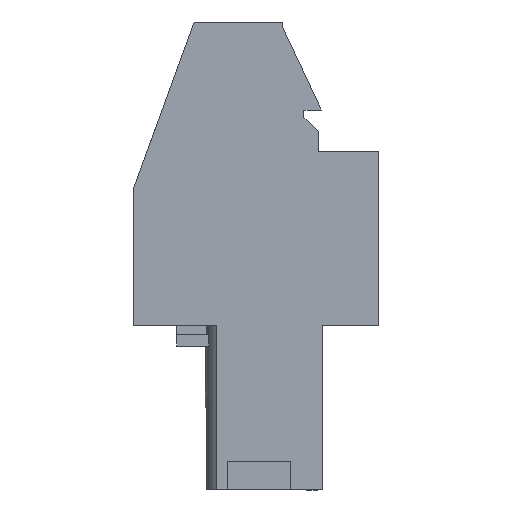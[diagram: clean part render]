
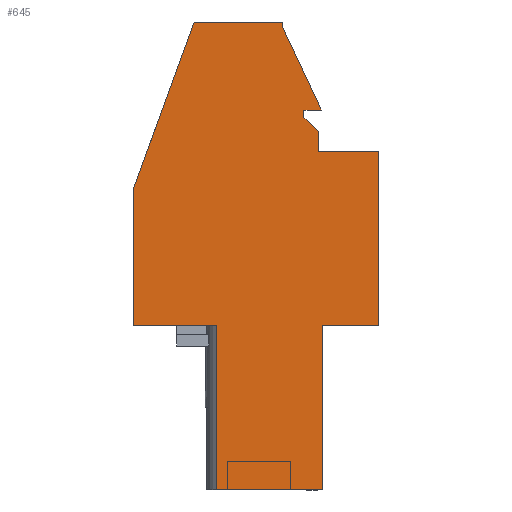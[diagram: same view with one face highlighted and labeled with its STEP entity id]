
A CAD part, left-side view. The second image highlights one B-rep face of the part: STEP entity #645.
In plain terms, the highlighted planar face has unit normal (-1, 0, 0).
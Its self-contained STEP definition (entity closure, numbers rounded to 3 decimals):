
#529=AXIS2_PLACEMENT_3D('Plane Axis2P3D',#526,#527,#528) ;
#49=CARTESIAN_POINT('Vertex',(0.,2.711,7.95)) ;
#52=CARTESIAN_POINT('Line Origine',(0.,2.711,3.975)) ;
#56=CARTESIAN_POINT('Vertex',(0.,2.711,0.)) ;
#107=CARTESIAN_POINT('Line Origine',(0.,1.356,7.95)) ;
#111=CARTESIAN_POINT('Vertex',(0.,0.,7.95)) ;
#526=CARTESIAN_POINT('Axis2P3D Location',(0.,12.132,0.)) ;
#531=CARTESIAN_POINT('Line Origine',(0.,5.261,0.)) ;
#535=CARTESIAN_POINT('Vertex',(0.,7.811,0.)) ;
#538=CARTESIAN_POINT('Line Origine',(0.,0.,12.15)) ;
#542=CARTESIAN_POINT('Vertex',(0.,0.,16.35)) ;
#545=CARTESIAN_POINT('Line Origine',(0.,1.45,16.35)) ;
#549=CARTESIAN_POINT('Vertex',(0.,2.9,16.35)) ;
#552=CARTESIAN_POINT('Line Origine',(0.,2.9,16.825)) ;
#556=CARTESIAN_POINT('Vertex',(0.,2.9,17.3)) ;
#559=CARTESIAN_POINT('Line Origine',(0.,3.25,17.65)) ;
#563=CARTESIAN_POINT('Vertex',(0.,3.6,18.)) ;
#566=CARTESIAN_POINT('Line Origine',(0.,3.6,18.175)) ;
#570=CARTESIAN_POINT('Vertex',(0.,3.6,18.35)) ;
#573=CARTESIAN_POINT('Line Origine',(0.,3.18,18.35)) ;
#577=CARTESIAN_POINT('Vertex',(0.,2.76,18.35)) ;
#580=CARTESIAN_POINT('Line Origine',(0.,3.704,20.375)) ;
#584=CARTESIAN_POINT('Vertex',(0.,4.649,22.4)) ;
#587=CARTESIAN_POINT('Line Origine',(0.,4.649,22.5)) ;
#591=CARTESIAN_POINT('Vertex',(0.,4.649,22.6)) ;
#594=CARTESIAN_POINT('Line Origine',(0.,6.778,22.6)) ;
#598=CARTESIAN_POINT('Vertex',(0.,8.908,22.6)) ;
#601=CARTESIAN_POINT('Line Origine',(0.,10.369,18.586)) ;
#605=CARTESIAN_POINT('Vertex',(0.,11.83,14.572)) ;
#608=CARTESIAN_POINT('Line Origine',(0.,11.83,11.261)) ;
#612=CARTESIAN_POINT('Vertex',(0.,11.83,7.95)) ;
#615=CARTESIAN_POINT('Line Origine',(0.,9.821,7.95)) ;
#619=CARTESIAN_POINT('Vertex',(0.,7.811,7.95)) ;
#622=CARTESIAN_POINT('Line Origine',(0.,7.811,3.975)) ;
#53=DIRECTION('Vector Direction',(0.,0.,1.)) ;
#108=DIRECTION('Vector Direction',(0.,1.,0.)) ;
#527=DIRECTION('Axis2P3D Direction',(-1.,0.,0.)) ;
#528=DIRECTION('Axis2P3D XDirection',(0.,-1.,0.)) ;
#532=DIRECTION('Vector Direction',(0.,1.,0.)) ;
#539=DIRECTION('Vector Direction',(0.,0.,1.)) ;
#546=DIRECTION('Vector Direction',(0.,1.,0.)) ;
#553=DIRECTION('Vector Direction',(0.,0.,1.)) ;
#560=DIRECTION('Vector Direction',(0.,0.707,0.707)) ;
#567=DIRECTION('Vector Direction',(0.,0.,1.)) ;
#574=DIRECTION('Vector Direction',(0.,-1.,0.)) ;
#581=DIRECTION('Vector Direction',(0.,0.423,0.906)) ;
#588=DIRECTION('Vector Direction',(0.,0.,1.)) ;
#595=DIRECTION('Vector Direction',(0.,1.,0.)) ;
#602=DIRECTION('Vector Direction',(0.,0.342,-0.94)) ;
#609=DIRECTION('Vector Direction',(0.,0.,1.)) ;
#616=DIRECTION('Vector Direction',(0.,-1.,0.)) ;
#623=DIRECTION('Vector Direction',(0.,0.,-1.)) ;
#54=VECTOR('Line Direction',#53,1.) ;
#109=VECTOR('Line Direction',#108,1.) ;
#533=VECTOR('Line Direction',#532,1.) ;
#540=VECTOR('Line Direction',#539,1.) ;
#547=VECTOR('Line Direction',#546,1.) ;
#554=VECTOR('Line Direction',#553,1.) ;
#561=VECTOR('Line Direction',#560,1.) ;
#568=VECTOR('Line Direction',#567,1.) ;
#575=VECTOR('Line Direction',#574,1.) ;
#582=VECTOR('Line Direction',#581,1.) ;
#589=VECTOR('Line Direction',#588,1.) ;
#596=VECTOR('Line Direction',#595,1.) ;
#603=VECTOR('Line Direction',#602,1.) ;
#610=VECTOR('Line Direction',#609,1.) ;
#617=VECTOR('Line Direction',#616,1.) ;
#624=VECTOR('Line Direction',#623,1.) ;
#628=ORIENTED_EDGE('',*,*,#537,.T.) ;
#629=ORIENTED_EDGE('',*,*,#58,.T.) ;
#630=ORIENTED_EDGE('',*,*,#113,.T.) ;
#631=ORIENTED_EDGE('',*,*,#544,.T.) ;
#632=ORIENTED_EDGE('',*,*,#551,.T.) ;
#633=ORIENTED_EDGE('',*,*,#558,.T.) ;
#634=ORIENTED_EDGE('',*,*,#565,.T.) ;
#635=ORIENTED_EDGE('',*,*,#572,.T.) ;
#636=ORIENTED_EDGE('',*,*,#579,.T.) ;
#637=ORIENTED_EDGE('',*,*,#586,.T.) ;
#638=ORIENTED_EDGE('',*,*,#593,.T.) ;
#639=ORIENTED_EDGE('',*,*,#600,.T.) ;
#640=ORIENTED_EDGE('',*,*,#607,.T.) ;
#641=ORIENTED_EDGE('',*,*,#614,.T.) ;
#642=ORIENTED_EDGE('',*,*,#621,.F.) ;
#643=ORIENTED_EDGE('',*,*,#626,.T.) ;
#645=ADVANCED_FACE('HOUSING',(#644),#530,.T.) ;
#58=EDGE_CURVE('',#57,#50,#55,.T.) ;
#113=EDGE_CURVE('',#50,#112,#110,.F.) ;
#537=EDGE_CURVE('',#536,#57,#534,.F.) ;
#544=EDGE_CURVE('',#112,#543,#541,.T.) ;
#551=EDGE_CURVE('',#543,#550,#548,.T.) ;
#558=EDGE_CURVE('',#550,#557,#555,.T.) ;
#565=EDGE_CURVE('',#557,#564,#562,.T.) ;
#572=EDGE_CURVE('',#564,#571,#569,.T.) ;
#579=EDGE_CURVE('',#571,#578,#576,.T.) ;
#586=EDGE_CURVE('',#578,#585,#583,.T.) ;
#593=EDGE_CURVE('',#585,#592,#590,.T.) ;
#600=EDGE_CURVE('',#592,#599,#597,.T.) ;
#607=EDGE_CURVE('',#599,#606,#604,.T.) ;
#614=EDGE_CURVE('',#606,#613,#611,.F.) ;
#621=EDGE_CURVE('',#620,#613,#618,.F.) ;
#626=EDGE_CURVE('',#620,#536,#625,.T.) ;
#627=EDGE_LOOP('',(#628,#629,#630,#631,#632,#633,#634,#635,#636,#637,#638,#639,#640,#641,#642,#643)) ;
#644=FACE_OUTER_BOUND('',#627,.T.) ;
#55=LINE('Line',#52,#54) ;
#110=LINE('Line',#107,#109) ;
#534=LINE('Line',#531,#533) ;
#541=LINE('Line',#538,#540) ;
#548=LINE('Line',#545,#547) ;
#555=LINE('Line',#552,#554) ;
#562=LINE('Line',#559,#561) ;
#569=LINE('Line',#566,#568) ;
#576=LINE('Line',#573,#575) ;
#583=LINE('Line',#580,#582) ;
#590=LINE('Line',#587,#589) ;
#597=LINE('Line',#594,#596) ;
#604=LINE('Line',#601,#603) ;
#611=LINE('Line',#608,#610) ;
#618=LINE('Line',#615,#617) ;
#625=LINE('Line',#622,#624) ;
#530=PLANE('',#529) ;
#50=VERTEX_POINT('',#49) ;
#57=VERTEX_POINT('',#56) ;
#112=VERTEX_POINT('',#111) ;
#536=VERTEX_POINT('',#535) ;
#543=VERTEX_POINT('',#542) ;
#550=VERTEX_POINT('',#549) ;
#557=VERTEX_POINT('',#556) ;
#564=VERTEX_POINT('',#563) ;
#571=VERTEX_POINT('',#570) ;
#578=VERTEX_POINT('',#577) ;
#585=VERTEX_POINT('',#584) ;
#592=VERTEX_POINT('',#591) ;
#599=VERTEX_POINT('',#598) ;
#606=VERTEX_POINT('',#605) ;
#613=VERTEX_POINT('',#612) ;
#620=VERTEX_POINT('',#619) ;
